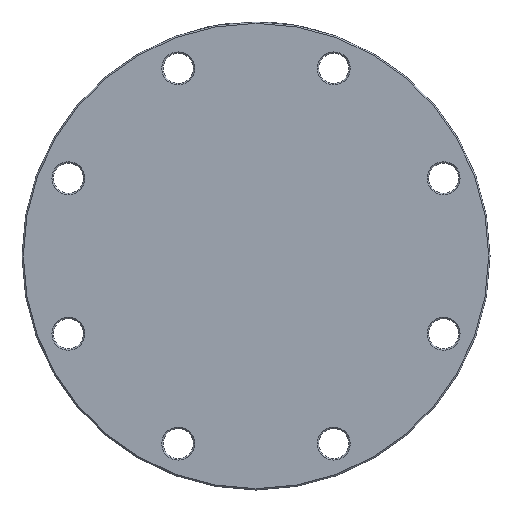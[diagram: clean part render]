
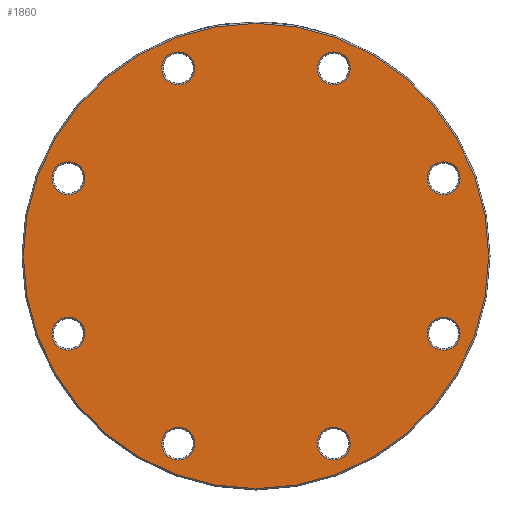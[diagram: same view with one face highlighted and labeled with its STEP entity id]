
A CAD part, left-side view. The second image highlights one B-rep face of the part: STEP entity #1860.
In plain terms, the highlighted planar face has unit normal (-1, 0, 0).
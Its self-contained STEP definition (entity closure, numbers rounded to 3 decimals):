
#116 = AXIS2_PLACEMENT_3D ( 'NONE', #1215, #2176, #1153 ) ;
#133 = ORIENTED_EDGE ( 'NONE', *, *, #395, .T. ) ;
#204 = DIRECTION ( 'NONE',  ( 0., 0., -1. ) ) ;
#227 = DIRECTION ( 'NONE',  ( 1., 0., 0. ) ) ;
#302 = CARTESIAN_POINT ( 'NONE',  ( 0., -56.446, 124.272 ) ) ;
#334 = VERTEX_POINT ( 'NONE', #1336 ) ;
#356 = CARTESIAN_POINT ( 'NONE',  ( 0., 0., 0. ) ) ;
#358 = DIRECTION ( 'NONE',  ( 1., 0., 0. ) ) ;
#395 = EDGE_CURVE ( 'NONE', #3469, #3469, #952, .T. ) ;
#440 = ORIENTED_EDGE ( 'NONE', *, *, #3936, .T. ) ;
#474 = CARTESIAN_POINT ( 'NONE',  ( 0., 136.272, 56.446 ) ) ;
#479 = DIRECTION ( 'NONE',  ( 0., 0., -1. ) ) ;
#488 = AXIS2_PLACEMENT_3D ( 'NONE', #4422, #1610, #204 ) ;
#513 = EDGE_LOOP ( 'NONE', ( #3653 ) ) ;
#537 = DIRECTION ( 'NONE',  ( 1., 0., 0. ) ) ;
#648 = EDGE_CURVE ( 'NONE', #1178, #1178, #5289, .T. ) ;
#680 = ORIENTED_EDGE ( 'NONE', *, *, #3707, .T. ) ;
#800 = EDGE_CURVE ( 'NONE', #3993, #3993, #1151, .T. ) ;
#818 = EDGE_LOOP ( 'NONE', ( #1971 ) ) ;
#866 = VERTEX_POINT ( 'NONE', #5531 ) ;
#885 = CARTESIAN_POINT ( 'NONE',  ( 0., -56.446, 136.272 ) ) ;
#900 = VERTEX_POINT ( 'NONE', #4089 ) ;
#952 = CIRCLE ( 'NONE', #2231, 12. ) ;
#963 = CIRCLE ( 'NONE', #1850, 12. ) ;
#994 = FACE_BOUND ( 'NONE', #1833, .T. ) ;
#1008 = EDGE_LOOP ( 'NONE', ( #4167 ) ) ;
#1151 = CIRCLE ( 'NONE', #2436, 12. ) ;
#1153 = DIRECTION ( 'NONE',  ( 0., 0., -1. ) ) ;
#1178 = VERTEX_POINT ( 'NONE', #4397 ) ;
#1215 = CARTESIAN_POINT ( 'NONE',  ( 0., 56.446, -136.272 ) ) ;
#1260 = AXIS2_PLACEMENT_3D ( 'NONE', #3295, #5161, #479 ) ;
#1333 = DIRECTION ( 'NONE',  ( 0., 0., -1. ) ) ;
#1336 = CARTESIAN_POINT ( 'NONE',  ( 0., 56.446, 124.272 ) ) ;
#1347 = EDGE_LOOP ( 'NONE', ( #440 ) ) ;
#1403 = PLANE ( 'NONE',  #1260 ) ;
#1413 = DIRECTION ( 'NONE',  ( 0., 0., -1. ) ) ;
#1610 = DIRECTION ( 'NONE',  ( 1., 0., 0. ) ) ;
#1617 = CARTESIAN_POINT ( 'NONE',  ( 0., 56.446, 136.272 ) ) ;
#1620 = ORIENTED_EDGE ( 'NONE', *, *, #800, .T. ) ;
#1630 = EDGE_CURVE ( 'NONE', #3000, #3000, #4616, .T. ) ;
#1833 = EDGE_LOOP ( 'NONE', ( #1620 ) ) ;
#1850 = AXIS2_PLACEMENT_3D ( 'NONE', #2694, #358, #1333 ) ;
#1860 = ADVANCED_FACE ( 'NONE', ( #1989, #4710, #5224, #994, #1864, #2881, #3754, #4764, #3874 ), #1403, .F. ) ;
#1864 = FACE_BOUND ( 'NONE', #1008, .T. ) ;
#1971 = ORIENTED_EDGE ( 'NONE', *, *, #648, .T. ) ;
#1989 = FACE_BOUND ( 'NONE', #513, .T. ) ;
#2155 = DIRECTION ( 'NONE',  ( 0., 0., -1. ) ) ;
#2176 = DIRECTION ( 'NONE',  ( 1., 0., 0. ) ) ;
#2209 = ORIENTED_EDGE ( 'NONE', *, *, #2341, .T. ) ;
#2231 = AXIS2_PLACEMENT_3D ( 'NONE', #885, #4312, #1413 ) ;
#2249 = CIRCLE ( 'NONE', #5400, 12. ) ;
#2341 = EDGE_CURVE ( 'NONE', #5092, #5092, #963, .T. ) ;
#2405 = DIRECTION ( 'NONE',  ( 0., 0., -1. ) ) ;
#2436 = AXIS2_PLACEMENT_3D ( 'NONE', #2718, #6024, #2405 ) ;
#2604 = CARTESIAN_POINT ( 'NONE',  ( 0., 136.272, 44.446 ) ) ;
#2607 = DIRECTION ( 'NONE',  ( 0., 0., -1. ) ) ;
#2670 = CARTESIAN_POINT ( 'NONE',  ( 0., -136.272, -68.446 ) ) ;
#2694 = CARTESIAN_POINT ( 'NONE',  ( 0., 136.272, -56.446 ) ) ;
#2718 = CARTESIAN_POINT ( 'NONE',  ( 0., -136.272, 56.446 ) ) ;
#2881 = FACE_BOUND ( 'NONE', #5107, .T. ) ;
#2924 = EDGE_LOOP ( 'NONE', ( #133 ) ) ;
#3000 = VERTEX_POINT ( 'NONE', #2604 ) ;
#3094 = CARTESIAN_POINT ( 'NONE',  ( 0., -136.272, 44.446 ) ) ;
#3295 = CARTESIAN_POINT ( 'NONE',  ( 0., 0., 0. ) ) ;
#3336 = AXIS2_PLACEMENT_3D ( 'NONE', #474, #537, #4759 ) ;
#3349 = CIRCLE ( 'NONE', #4430, 12. ) ;
#3469 = VERTEX_POINT ( 'NONE', #302 ) ;
#3477 = EDGE_CURVE ( 'NONE', #334, #334, #2249, .T. ) ;
#3633 = CIRCLE ( 'NONE', #488, 12. ) ;
#3653 = ORIENTED_EDGE ( 'NONE', *, *, #1630, .T. ) ;
#3694 = EDGE_LOOP ( 'NONE', ( #2209 ) ) ;
#3707 = EDGE_CURVE ( 'NONE', #866, #866, #3633, .T. ) ;
#3754 = FACE_BOUND ( 'NONE', #1347, .T. ) ;
#3763 = EDGE_LOOP ( 'NONE', ( #4563 ) ) ;
#3815 = AXIS2_PLACEMENT_3D ( 'NONE', #356, #5930, #4146 ) ;
#3874 = FACE_BOUND ( 'NONE', #3694, .T. ) ;
#3936 = EDGE_CURVE ( 'NONE', #5063, #5063, #3349, .T. ) ;
#3993 = VERTEX_POINT ( 'NONE', #3094 ) ;
#4089 = CARTESIAN_POINT ( 'NONE',  ( 0., 56.446, -148.272 ) ) ;
#4146 = DIRECTION ( 'NONE',  ( 0., 0., -1. ) ) ;
#4167 = ORIENTED_EDGE ( 'NONE', *, *, #5857, .T. ) ;
#4312 = DIRECTION ( 'NONE',  ( 1., 0., 0. ) ) ;
#4397 = CARTESIAN_POINT ( 'NONE',  ( 0., 0., -169. ) ) ;
#4422 = CARTESIAN_POINT ( 'NONE',  ( 0., -56.446, -136.272 ) ) ;
#4430 = AXIS2_PLACEMENT_3D ( 'NONE', #4449, #227, #2155 ) ;
#4449 = CARTESIAN_POINT ( 'NONE',  ( 0., -136.272, -56.446 ) ) ;
#4563 = ORIENTED_EDGE ( 'NONE', *, *, #3477, .T. ) ;
#4616 = CIRCLE ( 'NONE', #3336, 12. ) ;
#4710 = FACE_BOUND ( 'NONE', #3763, .T. ) ;
#4759 = DIRECTION ( 'NONE',  ( 0., 0., -1. ) ) ;
#4764 = FACE_OUTER_BOUND ( 'NONE', #818, .T. ) ;
#5000 = CARTESIAN_POINT ( 'NONE',  ( 0., 136.272, -68.446 ) ) ;
#5063 = VERTEX_POINT ( 'NONE', #2670 ) ;
#5092 = VERTEX_POINT ( 'NONE', #5000 ) ;
#5107 = EDGE_LOOP ( 'NONE', ( #680 ) ) ;
#5117 = CIRCLE ( 'NONE', #116, 12. ) ;
#5161 = DIRECTION ( 'NONE',  ( 1., 0., 0. ) ) ;
#5224 = FACE_BOUND ( 'NONE', #2924, .T. ) ;
#5289 = CIRCLE ( 'NONE', #3815, 169. ) ;
#5400 = AXIS2_PLACEMENT_3D ( 'NONE', #1617, #5504, #2607 ) ;
#5504 = DIRECTION ( 'NONE',  ( 1., 0., 0. ) ) ;
#5531 = CARTESIAN_POINT ( 'NONE',  ( 0., -56.446, -148.272 ) ) ;
#5857 = EDGE_CURVE ( 'NONE', #900, #900, #5117, .T. ) ;
#5930 = DIRECTION ( 'NONE',  ( -1., 0., 0. ) ) ;
#6024 = DIRECTION ( 'NONE',  ( 1., 0., 0. ) ) ;
